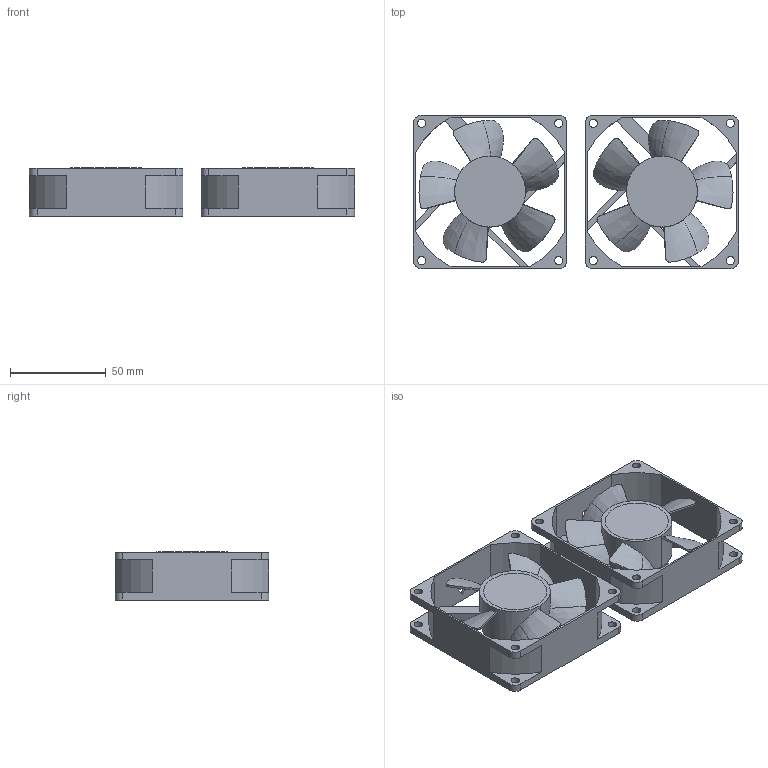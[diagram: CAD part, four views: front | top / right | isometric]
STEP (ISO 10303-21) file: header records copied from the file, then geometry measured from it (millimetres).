
FILE_DESCRIPTION (( 'STEP AP214' ), '1' );
FILE_NAME ('ACN-FAN-FR45.STEP', '2024-05-14T13:07:54', ( '' ), ( '' ), 'SwSTEP 2.0', 'SolidWorks 2021', '' );
FILE_SCHEMA (( 'AUTOMOTIVE_DESIGN' ));
Length unit declared in the file: inch
Products named in the file (1): ACN-FAN-FR45
Bounding box: 169.5 x 80 x 25.11 mm (x, y, z)
Volume: 117020.5 mm3; surface area: 66204.7 mm2
Topology: 4 solids, 4 shells, 260 faces, 724 edges, 476 vertices
Faces by surface type: bspline 90, cylinder 88, plane 82
Entity records: 14168 total; most frequent: CARTESIAN_POINT 7935, ORIENTED_EDGE 1448, DIRECTION 988, EDGE_CURVE 724, VERTEX_POINT 476, AXIS2_PLACEMENT_3D 341, EDGE_LOOP 316, VECTOR 306
